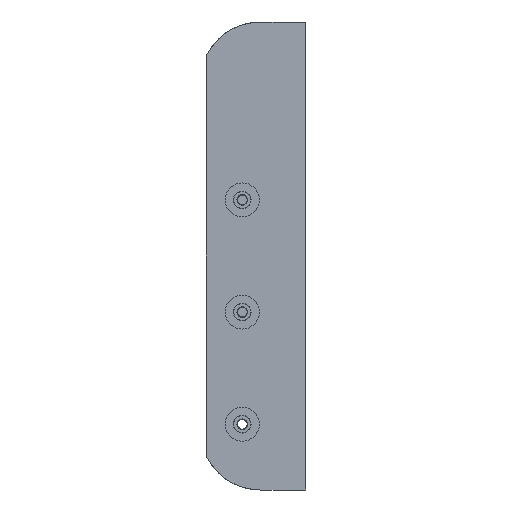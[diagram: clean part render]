
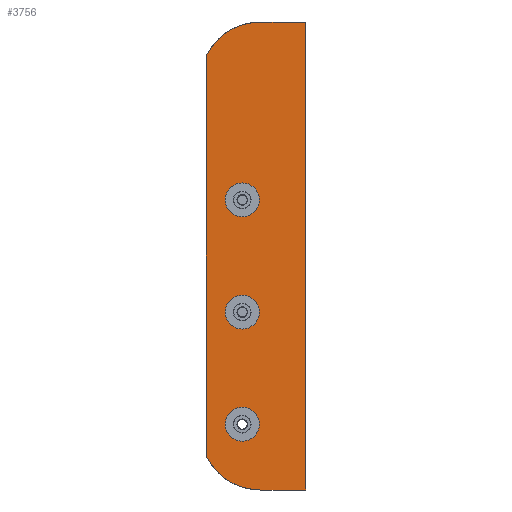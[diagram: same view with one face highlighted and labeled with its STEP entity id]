
A CAD part, left-side view. The second image highlights one B-rep face of the part: STEP entity #3756.
In plain terms, the highlighted planar face has unit normal (-1, 0, 0).
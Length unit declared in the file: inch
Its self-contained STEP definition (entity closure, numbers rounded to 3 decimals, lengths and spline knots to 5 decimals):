
#428 = CARTESIAN_POINT ( 'NONE',  ( -1.1455, 0.565, -1.34843 ) ) ;
#553 = CIRCLE ( 'NONE', #12831, 0.15157 ) ;
#620 = EDGE_CURVE ( 'NONE', #8962, #1000, #17231, .T. ) ;
#958 = DIRECTION ( 'NONE',  ( 1., 0., 0. ) ) ;
#975 = EDGE_LOOP ( 'NONE', ( #11866, #15225, #13588, #10229, #15703, #18072 ) ) ;
#1000 = VERTEX_POINT ( 'NONE', #1465 ) ;
#1129 = DIRECTION ( 'NONE',  ( 0., -1., 0. ) ) ;
#1206 = EDGE_CURVE ( 'NONE', #1000, #18499, #11598, .T. ) ;
#1465 = CARTESIAN_POINT ( 'NONE',  ( -1.1455, 0.885, -1.7865 ) ) ;
#1740 = CARTESIAN_POINT ( 'NONE',  ( -1.1455, 0.4, 2.0865 ) ) ;
#1873 = CARTESIAN_POINT ( 'NONE',  ( -1.1455, 0.565, -1.5 ) ) ;
#1880 = EDGE_CURVE ( 'NONE', #19139, #15605, #553, .T. ) ;
#1992 = DIRECTION ( 'NONE',  ( 0., 0., -1. ) ) ;
#2258 = VERTEX_POINT ( 'NONE', #16420 ) ;
#2344 = CARTESIAN_POINT ( 'NONE',  ( -1.1455, 0.565, -0.65157 ) ) ;
#2527 = CARTESIAN_POINT ( 'NONE',  ( -1.1455, 0.565, -0.5 ) ) ;
#2660 = CARTESIAN_POINT ( 'NONE',  ( -1.1455, 0.565, -0.5 ) ) ;
#2792 = EDGE_CURVE ( 'NONE', #11039, #8962, #15968, .T. ) ;
#3150 = ORIENTED_EDGE ( 'NONE', *, *, #1880, .T. ) ;
#3195 = AXIS2_PLACEMENT_3D ( 'NONE', #15771, #15836, #6782 ) ;
#3469 = CARTESIAN_POINT ( 'NONE',  ( -1.1455, 0.565, -1.65157 ) ) ;
#3744 = CARTESIAN_POINT ( 'NONE',  ( -1.1455, 0.565, 0.34843 ) ) ;
#3756 = ADVANCED_FACE ( 'NONE', ( #13835, #15958, #12924, #17364 ), #11236, .F. ) ;
#3831 = AXIS2_PLACEMENT_3D ( 'NONE', #4428, #11785, #5807 ) ;
#3924 = CIRCLE ( 'NONE', #3195, 0.54204 ) ;
#4077 = DIRECTION ( 'NONE',  ( 1., 0., 0. ) ) ;
#4282 = DIRECTION ( 'NONE',  ( 0., 0., -1. ) ) ;
#4380 = EDGE_LOOP ( 'NONE', ( #14315, #4602 ) ) ;
#4428 = CARTESIAN_POINT ( 'NONE',  ( -1.1455, 0.565, -1.5 ) ) ;
#4602 = ORIENTED_EDGE ( 'NONE', *, *, #6317, .T. ) ;
#4837 = CARTESIAN_POINT ( 'NONE',  ( -1.1455, 0.885, 1.7865 ) ) ;
#4943 = CARTESIAN_POINT ( 'NONE',  ( -1.1455, 0., 2.0865 ) ) ;
#5131 = EDGE_CURVE ( 'NONE', #2258, #12836, #6515, .T. ) ;
#5268 = DIRECTION ( 'NONE',  ( 0., 0., -1. ) ) ;
#5463 = DIRECTION ( 'NONE',  ( 1., 0., 0. ) ) ;
#5539 = DIRECTION ( 'NONE',  ( 0., 0., -1. ) ) ;
#5648 = CARTESIAN_POINT ( 'NONE',  ( -1.1455, 0.565, 0.5 ) ) ;
#5783 = VERTEX_POINT ( 'NONE', #3469 ) ;
#5807 = DIRECTION ( 'NONE',  ( 0., 0., -1. ) ) ;
#6004 = ORIENTED_EDGE ( 'NONE', *, *, #15697, .T. ) ;
#6009 = VERTEX_POINT ( 'NONE', #17737 ) ;
#6317 = EDGE_CURVE ( 'NONE', #5783, #17207, #10286, .T. ) ;
#6416 = VERTEX_POINT ( 'NONE', #1740 ) ;
#6491 = EDGE_CURVE ( 'NONE', #17207, #5783, #19403, .T. ) ;
#6515 = CIRCLE ( 'NONE', #11725, 0.15157 ) ;
#6724 = EDGE_CURVE ( 'NONE', #18499, #6416, #3924, .T. ) ;
#6782 = DIRECTION ( 'NONE',  ( 0., 0., -1. ) ) ;
#6848 = DIRECTION ( 'NONE',  ( 1., 0., 0. ) ) ;
#7119 = EDGE_LOOP ( 'NONE', ( #11519, #14791 ) ) ;
#7141 = DIRECTION ( 'NONE',  ( 0., 0., -1. ) ) ;
#8324 = CARTESIAN_POINT ( 'NONE',  ( -1.1455, 0.885, 1.7865 ) ) ;
#8684 = DIRECTION ( 'NONE',  ( 1., 0., 0. ) ) ;
#8962 = VERTEX_POINT ( 'NONE', #11522 ) ;
#10135 = CARTESIAN_POINT ( 'NONE',  ( -1.1455, 0., 2.0865 ) ) ;
#10229 = ORIENTED_EDGE ( 'NONE', *, *, #620, .F. ) ;
#10267 = AXIS2_PLACEMENT_3D ( 'NONE', #2660, #958, #5539 ) ;
#10286 = CIRCLE ( 'NONE', #3831, 0.15157 ) ;
#10679 = DIRECTION ( 'NONE',  ( 1., 0., 0. ) ) ;
#11039 = VERTEX_POINT ( 'NONE', #15764 ) ;
#11236 = PLANE ( 'NONE',  #15859 ) ;
#11460 = DIRECTION ( 'NONE',  ( 0., 0., 1. ) ) ;
#11519 = ORIENTED_EDGE ( 'NONE', *, *, #5131, .T. ) ;
#11522 = CARTESIAN_POINT ( 'NONE',  ( -1.1455, 0.4, -2.0865 ) ) ;
#11598 = LINE ( 'NONE', #4837, #18635 ) ;
#11725 = AXIS2_PLACEMENT_3D ( 'NONE', #17635, #5463, #19143 ) ;
#11785 = DIRECTION ( 'NONE',  ( 1., 0., 0. ) ) ;
#11866 = ORIENTED_EDGE ( 'NONE', *, *, #12408, .F. ) ;
#12016 = DIRECTION ( 'NONE',  ( 0., 1., 0. ) ) ;
#12265 = AXIS2_PLACEMENT_3D ( 'NONE', #1873, #10679, #18334 ) ;
#12408 = EDGE_CURVE ( 'NONE', #6416, #6009, #18091, .T. ) ;
#12458 = CIRCLE ( 'NONE', #16053, 0.15157 ) ;
#12742 = DIRECTION ( 'NONE',  ( 1., 0., 0. ) ) ;
#12831 = AXIS2_PLACEMENT_3D ( 'NONE', #2527, #8684, #4282 ) ;
#12836 = VERTEX_POINT ( 'NONE', #3744 ) ;
#12913 = CARTESIAN_POINT ( 'NONE',  ( -1.1455, 0.565, -0.34843 ) ) ;
#12924 = FACE_BOUND ( 'NONE', #7119, .T. ) ;
#12955 = AXIS2_PLACEMENT_3D ( 'NONE', #12970, #6848, #11460 ) ;
#12970 = CARTESIAN_POINT ( 'NONE',  ( -1.1455, 0.4, -1.54446 ) ) ;
#13354 = EDGE_CURVE ( 'NONE', #6009, #11039, #17670, .T. ) ;
#13588 = ORIENTED_EDGE ( 'NONE', *, *, #1206, .F. ) ;
#13835 = FACE_BOUND ( 'NONE', #4380, .T. ) ;
#14315 = ORIENTED_EDGE ( 'NONE', *, *, #6491, .T. ) ;
#14791 = ORIENTED_EDGE ( 'NONE', *, *, #17698, .T. ) ;
#15225 = ORIENTED_EDGE ( 'NONE', *, *, #6724, .F. ) ;
#15330 = VECTOR ( 'NONE', #1992, 39.37008 ) ;
#15605 = VERTEX_POINT ( 'NONE', #2344 ) ;
#15697 = EDGE_CURVE ( 'NONE', #15605, #19139, #17417, .T. ) ;
#15703 = ORIENTED_EDGE ( 'NONE', *, *, #2792, .F. ) ;
#15764 = CARTESIAN_POINT ( 'NONE',  ( -1.1455, 0., -2.0865 ) ) ;
#15771 = CARTESIAN_POINT ( 'NONE',  ( -1.1455, 0.4, 1.54446 ) ) ;
#15836 = DIRECTION ( 'NONE',  ( 1., 0., 0. ) ) ;
#15859 = AXIS2_PLACEMENT_3D ( 'NONE', #18644, #12742, #5268 ) ;
#15952 = EDGE_LOOP ( 'NONE', ( #3150, #6004 ) ) ;
#15958 = FACE_BOUND ( 'NONE', #15952, .T. ) ;
#15968 = LINE ( 'NONE', #17972, #18304 ) ;
#16053 = AXIS2_PLACEMENT_3D ( 'NONE', #5648, #4077, #7141 ) ;
#16420 = CARTESIAN_POINT ( 'NONE',  ( -1.1455, 0.565, 0.65157 ) ) ;
#16835 = DIRECTION ( 'NONE',  ( 0., 0., 1. ) ) ;
#17207 = VERTEX_POINT ( 'NONE', #428 ) ;
#17231 = CIRCLE ( 'NONE', #12955, 0.54204 ) ;
#17364 = FACE_OUTER_BOUND ( 'NONE', #975, .T. ) ;
#17417 = CIRCLE ( 'NONE', #10267, 0.15157 ) ;
#17635 = CARTESIAN_POINT ( 'NONE',  ( -1.1455, 0.565, 0.5 ) ) ;
#17670 = LINE ( 'NONE', #4943, #15330 ) ;
#17698 = EDGE_CURVE ( 'NONE', #12836, #2258, #12458, .T. ) ;
#17737 = CARTESIAN_POINT ( 'NONE',  ( -1.1455, 0., 2.0865 ) ) ;
#17972 = CARTESIAN_POINT ( 'NONE',  ( -1.1455, 0., -2.0865 ) ) ;
#18072 = ORIENTED_EDGE ( 'NONE', *, *, #13354, .F. ) ;
#18091 = LINE ( 'NONE', #10135, #19252 ) ;
#18304 = VECTOR ( 'NONE', #12016, 39.37008 ) ;
#18334 = DIRECTION ( 'NONE',  ( 0., 0., -1. ) ) ;
#18499 = VERTEX_POINT ( 'NONE', #8324 ) ;
#18635 = VECTOR ( 'NONE', #16835, 39.37008 ) ;
#18644 = CARTESIAN_POINT ( 'NONE',  ( -1.1455, 0.4, 1.54446 ) ) ;
#19139 = VERTEX_POINT ( 'NONE', #12913 ) ;
#19143 = DIRECTION ( 'NONE',  ( 0., 0., -1. ) ) ;
#19252 = VECTOR ( 'NONE', #1129, 39.37008 ) ;
#19403 = CIRCLE ( 'NONE', #12265, 0.15157 ) ;
